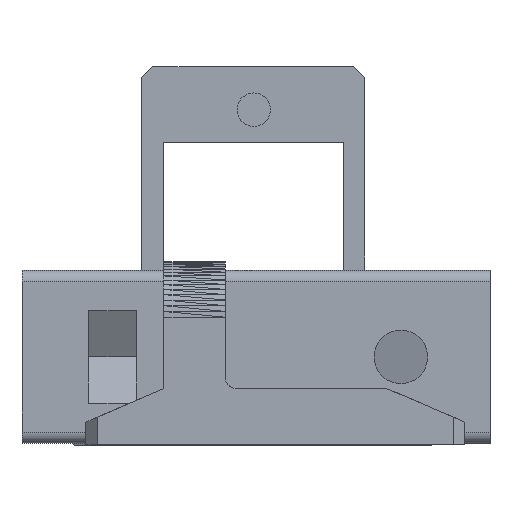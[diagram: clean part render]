
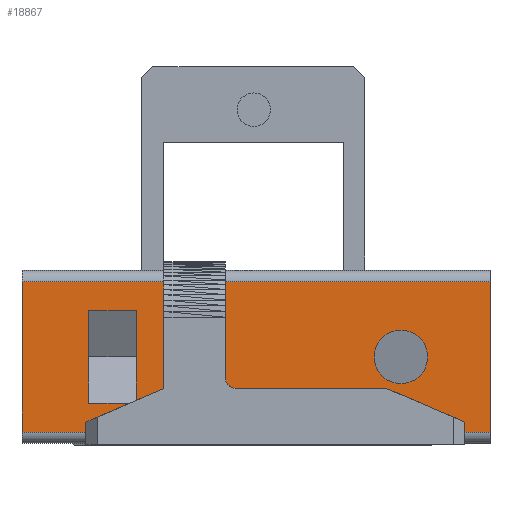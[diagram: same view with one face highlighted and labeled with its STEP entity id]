
A CAD part, front view. The second image highlights one B-rep face of the part: STEP entity #18867.
In plain terms, the highlighted planar face has unit normal (0, -1, 0).
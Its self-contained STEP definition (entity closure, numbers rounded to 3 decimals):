
#168=CIRCLE('',#20050,2.4);
#244=FACE_BOUND('',#1635,.T.);
#245=FACE_BOUND('',#1636,.T.);
#395=FACE_OUTER_BOUND('',#1634,.T.);
#1634=EDGE_LOOP('',(#12795,#12796,#12797,#12798));
#1635=EDGE_LOOP('',(#12799));
#1636=EDGE_LOOP('',(#12800,#12801,#12802,#12803));
#2939=LINE('',#27095,#5483);
#3111=LINE('',#27657,#5655);
#3112=LINE('',#27664,#5656);
#3113=LINE('',#27667,#5657);
#3114=LINE('',#27668,#5658);
#3115=LINE('',#27671,#5659);
#3116=LINE('',#27672,#5660);
#3117=LINE('',#27673,#5661);
#5483=VECTOR('',#21599,10.);
#5655=VECTOR('',#22195,10.);
#5656=VECTOR('',#22204,10.);
#5657=VECTOR('',#22209,10.);
#5658=VECTOR('',#22210,10.);
#5659=VECTOR('',#22211,10.);
#5660=VECTOR('',#22212,10.);
#5661=VECTOR('',#22213,10.);
#8007=VERTEX_POINT('',#27087);
#8010=VERTEX_POINT('',#27093);
#8073=VERTEX_POINT('',#27311);
#8187=VERTEX_POINT('',#27655);
#8188=VERTEX_POINT('',#27656);
#8189=VERTEX_POINT('',#27661);
#8190=VERTEX_POINT('',#27663);
#8191=VERTEX_POINT('',#27669);
#8192=VERTEX_POINT('',#27670);
#9527=EDGE_CURVE('',#8010,#8007,#2939,.T.);
#9644=EDGE_CURVE('',#8073,#8073,#168,.T.);
#9815=EDGE_CURVE('',#8187,#8188,#3111,.T.);
#9819=EDGE_CURVE('',#8190,#8189,#3112,.T.);
#9821=EDGE_CURVE('',#8188,#8189,#3113,.T.);
#9822=EDGE_CURVE('',#8187,#8190,#3114,.T.);
#9823=EDGE_CURVE('',#8191,#8192,#3115,.T.);
#9824=EDGE_CURVE('',#8007,#8191,#3116,.T.);
#9825=EDGE_CURVE('',#8192,#8010,#3117,.T.);
#12795=ORIENTED_EDGE('',*,*,#9821,.F.);
#12796=ORIENTED_EDGE('',*,*,#9815,.F.);
#12797=ORIENTED_EDGE('',*,*,#9822,.T.);
#12798=ORIENTED_EDGE('',*,*,#9819,.T.);
#12799=ORIENTED_EDGE('',*,*,#9644,.T.);
#12800=ORIENTED_EDGE('',*,*,#9823,.F.);
#12801=ORIENTED_EDGE('',*,*,#9824,.F.);
#12802=ORIENTED_EDGE('',*,*,#9527,.F.);
#12803=ORIENTED_EDGE('',*,*,#9825,.F.);
#17666=PLANE('',#20227);
#18867=ADVANCED_FACE('',(#395,#244,#245),#17666,.F.);
#20050=AXIS2_PLACEMENT_3D('',#27313,#21794,#21795);
#20227=AXIS2_PLACEMENT_3D('',#27666,#22207,#22208);
#21599=DIRECTION('',(0.,0.,1.));
#21794=DIRECTION('center_axis',(0.,1.,0.));
#21795=DIRECTION('ref_axis',(0.,0.,1.));
#22195=DIRECTION('',(1.,0.,0.));
#22204=DIRECTION('',(1.,0.,0.));
#22207=DIRECTION('center_axis',(0.,1.,0.));
#22208=DIRECTION('ref_axis',(0.,0.,1.));
#22209=DIRECTION('',(0.,0.,-1.));
#22210=DIRECTION('',(0.,0.,-1.));
#22211=DIRECTION('',(0.,0.,-1.));
#22212=DIRECTION('',(-1.,0.,0.));
#22213=DIRECTION('',(1.,0.,0.));
#27087=CARTESIAN_POINT('',(84.5,-28.,12.108));
#27093=CARTESIAN_POINT('',(84.5,-28.,3.795));
#27095=CARTESIAN_POINT('',(84.5,-28.,2.497));
#27311=CARTESIAN_POINT('',(108.25,-28.,5.55));
#27313=CARTESIAN_POINT('Origin',(108.25,-28.,7.95));
#27655=CARTESIAN_POINT('',(74.25,-28.,14.7));
#27656=CARTESIAN_POINT('',(116.25,-28.,14.7));
#27657=CARTESIAN_POINT('',(74.25,-28.,14.7));
#27661=CARTESIAN_POINT('',(116.25,-28.,1.2));
#27663=CARTESIAN_POINT('',(74.25,-28.,1.2));
#27664=CARTESIAN_POINT('',(74.25,-28.,1.2));
#27666=CARTESIAN_POINT('Origin',(74.25,-28.,1.2));
#27667=CARTESIAN_POINT('',(116.25,-28.,2.125));
#27668=CARTESIAN_POINT('',(74.25,-28.,14.7));
#27669=CARTESIAN_POINT('',(80.25,-28.,12.108));
#27670=CARTESIAN_POINT('',(80.25,-28.,3.795));
#27671=CARTESIAN_POINT('',(80.25,-28.,4.576));
#27672=CARTESIAN_POINT('',(79.375,-28.,12.108));
#27673=CARTESIAN_POINT('',(77.25,-28.,3.795));
